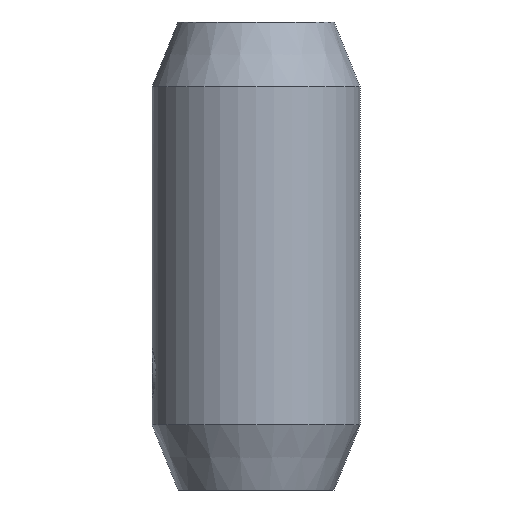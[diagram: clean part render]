
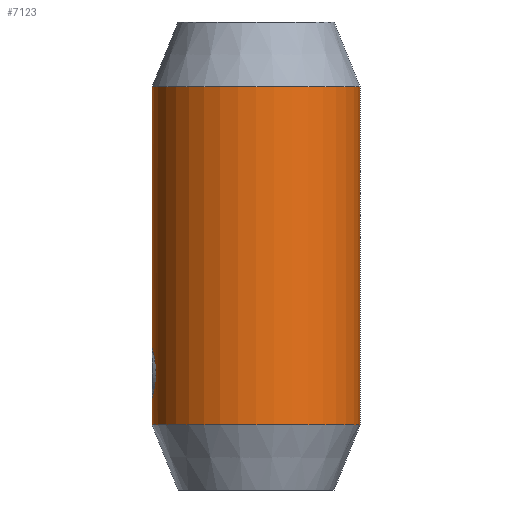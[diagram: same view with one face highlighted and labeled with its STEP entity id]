
A CAD part, left-side view. The second image highlights one B-rep face of the part: STEP entity #7123.
In plain terms, the highlighted cylindrical face has radius 8 mm (diameter 16 mm), a partial arc.
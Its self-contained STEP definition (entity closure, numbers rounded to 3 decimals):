
#338 = DIRECTION ( 'NONE',  ( 0., 0., 1. ) ) ;
#581 = DIRECTION ( 'NONE',  ( 0., 0., 1. ) ) ;
#630 = CARTESIAN_POINT ( 'NONE',  ( 0., -8., 13. ) ) ;
#899 = B_SPLINE_CURVE_WITH_KNOTS ( 'NONE', 3,
 ( #8603, #7419, #11721, #7574, #4326, #10690, #6391, #6334, #2183, #2122, #9577, #13876, #5643, #5414, #7462, #7808, #1391, #12747, #8558, #8502, #3542, #12890, #3264, #1156, #4190, #11667, #8639, #5260, #2229, #9721 ),
 .UNSPECIFIED., .F., .F.,
 ( 4, 2, 2, 2, 2, 2, 2, 2, 2, 2, 2, 2, 2, 2, 4 ),
 ( 0., 0., 0.001, 0.001, 0.002, 0.002, 0.003, 0.003, 0.004, 0.004, 0.005, 0.005, 0.006, 0.006, 0.007 ),
 .UNSPECIFIED. ) ;
#1156 = CARTESIAN_POINT ( 'NONE',  ( -1.055, 7.931, -10.821 ) ) ;
#1391 = CARTESIAN_POINT ( 'NONE',  ( -2.086, 7.723, -9.277 ) ) ;
#1462 = VERTEX_POINT ( 'NONE', #6369 ) ;
#1896 = CARTESIAN_POINT ( 'NONE',  ( 0., 0., -13. ) ) ;
#2018 = VECTOR ( 'NONE', #9580, 1000. ) ;
#2122 = CARTESIAN_POINT ( 'NONE',  ( -1.678, 7.824, -7.708 ) ) ;
#2183 = CARTESIAN_POINT ( 'NONE',  ( -1.389, 7.879, -7.419 ) ) ;
#2229 = CARTESIAN_POINT ( 'NONE',  ( -0.137, 8., -11.1 ) ) ;
#2312 = DIRECTION ( 'NONE',  ( 0., -1., 0. ) ) ;
#2318 = VERTEX_POINT ( 'NONE', #630 ) ;
#2695 = EDGE_CURVE ( 'NONE', #1462, #10495, #6427, .T. ) ;
#2758 = AXIS2_PLACEMENT_3D ( 'NONE', #4501, #11852, #2312 ) ;
#2840 = FACE_OUTER_BOUND ( 'NONE', #7475, .T. ) ;
#2892 = EDGE_CURVE ( 'NONE', #10685, #2318, #12436, .T. ) ;
#3162 = ORIENTED_EDGE ( 'NONE', *, *, #2892, .F. ) ;
#3264 = CARTESIAN_POINT ( 'NONE',  ( -1.282, 7.897, -10.669 ) ) ;
#3542 = CARTESIAN_POINT ( 'NONE',  ( -1.679, 7.824, -10.291 ) ) ;
#3869 = LINE ( 'NONE', #13630, #9908 ) ;
#4190 = CARTESIAN_POINT ( 'NONE',  ( -0.932, 7.947, -10.887 ) ) ;
#4210 = CARTESIAN_POINT ( 'NONE',  ( 0., 8., -6.9 ) ) ;
#4326 = CARTESIAN_POINT ( 'NONE',  ( -0.679, 7.972, -7.008 ) ) ;
#4501 = CARTESIAN_POINT ( 'NONE',  ( 0., 0., 13. ) ) ;
#4678 = CYLINDRICAL_SURFACE ( 'NONE', #11255, 8. ) ;
#4849 = LINE ( 'NONE', #6968, #8388 ) ;
#4918 = DIRECTION ( 'NONE',  ( 0., 0., 1. ) ) ;
#5260 = CARTESIAN_POINT ( 'NONE',  ( -0.277, 7.996, -11.086 ) ) ;
#5414 = CARTESIAN_POINT ( 'NONE',  ( -2.086, 7.723, -8.725 ) ) ;
#5643 = CARTESIAN_POINT ( 'NONE',  ( -2.032, 7.738, -8.453 ) ) ;
#5768 = CARTESIAN_POINT ( 'NONE',  ( 0., 0., 18. ) ) ;
#5840 = EDGE_CURVE ( 'NONE', #10495, #2318, #3869, .T. ) ;
#5903 = ORIENTED_EDGE ( 'NONE', *, *, #11132, .T. ) ;
#6104 = DIRECTION ( 'NONE',  ( 0., 0., 1. ) ) ;
#6334 = CARTESIAN_POINT ( 'NONE',  ( -1.282, 7.898, -7.331 ) ) ;
#6369 = CARTESIAN_POINT ( 'NONE',  ( 0., 8., -13. ) ) ;
#6391 = CARTESIAN_POINT ( 'NONE',  ( -1.054, 7.931, -7.178 ) ) ;
#6427 = CIRCLE ( 'NONE', #11353, 8. ) ;
#6479 = CARTESIAN_POINT ( 'NONE',  ( 0., 8., 18. ) ) ;
#6862 = VERTEX_POINT ( 'NONE', #10560 ) ;
#6871 = CARTESIAN_POINT ( 'NONE',  ( 0., -8., -13. ) ) ;
#6968 = CARTESIAN_POINT ( 'NONE',  ( 0., 8., 18. ) ) ;
#7123 = ADVANCED_FACE ( 'NONE', ( #2840 ), #4678, .T. ) ;
#7132 = DIRECTION ( 'NONE',  ( 0., -1., 0. ) ) ;
#7419 = CARTESIAN_POINT ( 'NONE',  ( -0.139, 8., -6.9 ) ) ;
#7462 = CARTESIAN_POINT ( 'NONE',  ( -2.1, 7.719, -8.861 ) ) ;
#7475 = EDGE_LOOP ( 'NONE', ( #11992, #10557, #11330, #3162, #8056, #5903 ) ) ;
#7574 = CARTESIAN_POINT ( 'NONE',  ( -0.546, 7.983, -6.967 ) ) ;
#7808 = CARTESIAN_POINT ( 'NONE',  ( -2.1, 7.719, -9.137 ) ) ;
#8056 = ORIENTED_EDGE ( 'NONE', *, *, #13647, .F. ) ;
#8388 = VECTOR ( 'NONE', #581, 1000. ) ;
#8502 = CARTESIAN_POINT ( 'NONE',  ( -1.834, 7.788, -10.06 ) ) ;
#8558 = CARTESIAN_POINT ( 'NONE',  ( -1.992, 7.748, -9.678 ) ) ;
#8603 = CARTESIAN_POINT ( 'NONE',  ( 0., 8., -6.9 ) ) ;
#8639 = CARTESIAN_POINT ( 'NONE',  ( -0.548, 7.982, -11.032 ) ) ;
#9577 = CARTESIAN_POINT ( 'NONE',  ( -1.834, 7.788, -7.942 ) ) ;
#9580 = DIRECTION ( 'NONE',  ( 0., 0., 1. ) ) ;
#9721 = CARTESIAN_POINT ( 'NONE',  ( 0., 8., -11.1 ) ) ;
#9908 = VECTOR ( 'NONE', #4918, 1000. ) ;
#10495 = VERTEX_POINT ( 'NONE', #6871 ) ;
#10557 = ORIENTED_EDGE ( 'NONE', *, *, #2695, .T. ) ;
#10560 = CARTESIAN_POINT ( 'NONE',  ( 0., 8., -11.1 ) ) ;
#10685 = VERTEX_POINT ( 'NONE', #12426 ) ;
#10690 = CARTESIAN_POINT ( 'NONE',  ( -0.933, 7.946, -7.114 ) ) ;
#11132 = EDGE_CURVE ( 'NONE', #12071, #6862, #899, .T. ) ;
#11255 = AXIS2_PLACEMENT_3D ( 'NONE', #5768, #338, #13247 ) ;
#11330 = ORIENTED_EDGE ( 'NONE', *, *, #5840, .T. ) ;
#11353 = AXIS2_PLACEMENT_3D ( 'NONE', #1896, #6104, #7132 ) ;
#11651 = EDGE_CURVE ( 'NONE', #1462, #6862, #4849, .T. ) ;
#11667 = CARTESIAN_POINT ( 'NONE',  ( -0.678, 7.972, -10.992 ) ) ;
#11702 = LINE ( 'NONE', #6479, #2018 ) ;
#11721 = CARTESIAN_POINT ( 'NONE',  ( -0.276, 7.996, -6.914 ) ) ;
#11852 = DIRECTION ( 'NONE',  ( 0., 0., 1. ) ) ;
#11992 = ORIENTED_EDGE ( 'NONE', *, *, #11651, .F. ) ;
#12071 = VERTEX_POINT ( 'NONE', #4210 ) ;
#12426 = CARTESIAN_POINT ( 'NONE',  ( 0., 8., 13. ) ) ;
#12436 = CIRCLE ( 'NONE', #2758, 8. ) ;
#12747 = CARTESIAN_POINT ( 'NONE',  ( -2.032, 7.738, -9.546 ) ) ;
#12890 = CARTESIAN_POINT ( 'NONE',  ( -1.387, 7.879, -10.582 ) ) ;
#13247 = DIRECTION ( 'NONE',  ( 0., -1., 0. ) ) ;
#13630 = CARTESIAN_POINT ( 'NONE',  ( 0., -8., 18. ) ) ;
#13647 = EDGE_CURVE ( 'NONE', #12071, #10685, #11702, .T. ) ;
#13876 = CARTESIAN_POINT ( 'NONE',  ( -1.992, 7.748, -8.32 ) ) ;
